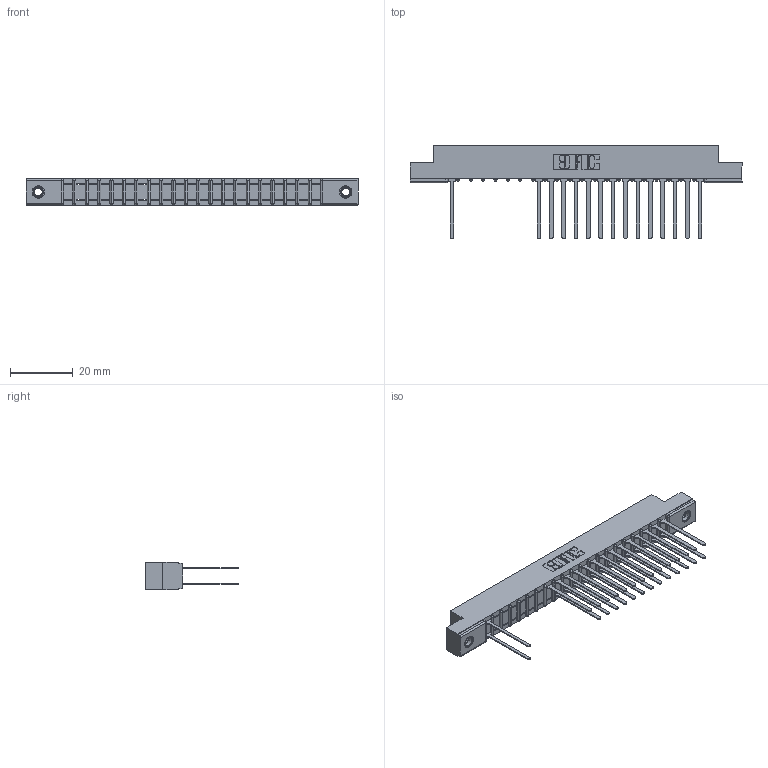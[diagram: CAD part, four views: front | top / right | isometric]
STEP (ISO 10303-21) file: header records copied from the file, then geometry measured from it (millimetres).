
FILE_DESCRIPTION (( 'STEP AP203' ), '1' );
FILE_NAME ('307-042-540-207.STEP', '2018-08-05T18:15:39', ( '' ), ( '' ), 'SwSTEP 2.0', 'SolidWorks 2016', '' );
FILE_SCHEMA (( 'CONFIG_CONTROL_DESIGN' ));
Length unit declared in the file: inch
Products named in the file (4): 307-290-001_540; 345-250-001_345-250-005-103; 307-042-540-207; 307 Part_.156 Dia Mounting Holes
Assembly tree (32 placements, depth 2):
  307-042-540-207
    307 Part_.156 Dia Mounting Holes
    307-290-001_540  x29
    345-250-001_345-250-005-103  x2
Bounding box: 106.22 x 30 x 8.71 mm (x, y, z)
Volume: 6928.3 mm3; surface area: 12153.1 mm2
Topology: 32 solids, 32 shells, 1664 faces, 4645 edges, 2990 vertices
Faces by surface type: plane 1079, cylinder 525, sphere 44, cone 12, torus 4
Entity records: 22001 total; most frequent: CARTESIAN_POINT 3643, ORIENTED_EDGE 3614, DIRECTION 3573, EDGE_CURVE 1807, VECTOR 1377, LINE 1377, VERTEX_POINT 1168, AXIS2_PLACEMENT_3D 1098
